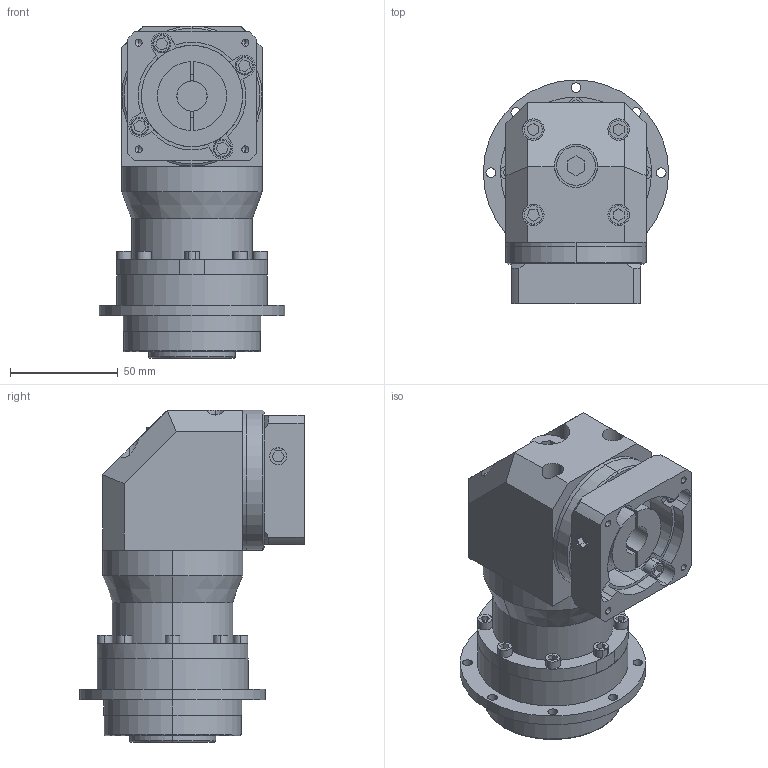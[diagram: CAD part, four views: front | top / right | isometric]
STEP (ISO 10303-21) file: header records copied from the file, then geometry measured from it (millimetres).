
FILE_DESCRIPTION (( 'STEP AP214' ), '1' );
FILE_NAME ('VGZH64邧撰耀倰M4.STEP', '2018-06-23T08:55:51', ( 'Windows' ), ( 'Microsoft' ), 'SwSTEP 2.0', 'SolidWorks 2016', '' );
FILE_SCHEMA (( 'AUTOMOTIVE_DESIGN' ));
Length unit declared in the file: millimetre
Products named in the file (1): VGZH64邧撰耀倰M4
Bounding box: 86 x 104 x 154 mm (x, y, z)
Volume: 579273.1 mm3; surface area: 82374.2 mm2
Topology: 4 solids, 4 shells, 445 faces, 1089 edges, 684 vertices
Faces by surface type: plane 238, cylinder 155, cone 38, torus 14
Entity records: 13282 total; most frequent: DIRECTION 2301, CARTESIAN_POINT 2258, ORIENTED_EDGE 2118, EDGE_CURVE 1059, AXIS2_PLACEMENT_3D 819, VERTEX_POINT 684, VECTOR 663, LINE 663
